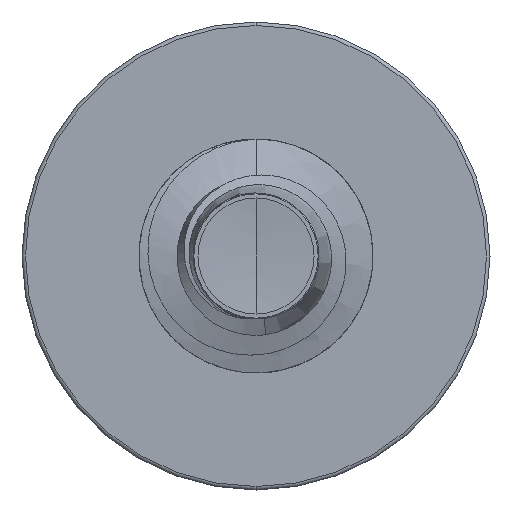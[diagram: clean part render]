
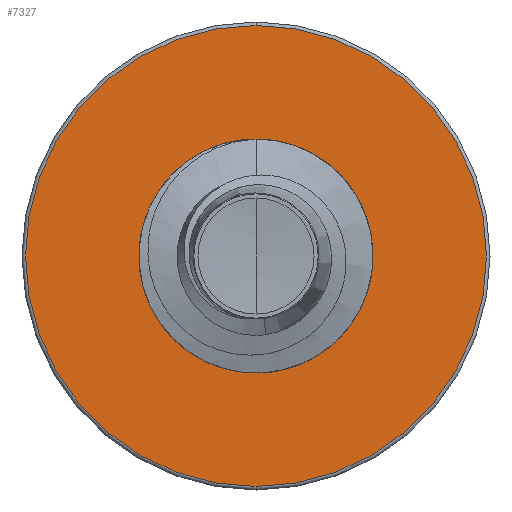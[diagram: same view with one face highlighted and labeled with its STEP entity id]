
A CAD part, front view. The second image highlights one B-rep face of the part: STEP entity #7327.
In plain terms, the highlighted planar face has unit normal (0, -1, 0).
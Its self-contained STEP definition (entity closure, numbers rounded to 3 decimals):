
#67 = CARTESIAN_POINT ( 'NONE',  ( 0., 12.5, 2.415 ) ) ;
#299 = FACE_OUTER_BOUND ( 'NONE', #3574, .T. ) ;
#316 = FACE_BOUND ( 'NONE', #13707, .T. ) ;
#700 = CARTESIAN_POINT ( 'NONE',  ( 0., 12.5, 0. ) ) ;
#753 = CIRCLE ( 'NONE', #14646, 4.925 ) ;
#1090 = DIRECTION ( 'NONE',  ( 0., 1., 0. ) ) ;
#1141 = DIRECTION ( 'NONE',  ( 0., 1., 0. ) ) ;
#1585 = CARTESIAN_POINT ( 'NONE',  ( 0., 12.5, 0. ) ) ;
#2016 = DIRECTION ( 'NONE',  ( 0., 0., 1. ) ) ;
#2738 = CIRCLE ( 'NONE', #13731, 2.415 ) ;
#2775 = VERTEX_POINT ( 'NONE', #10983 ) ;
#2923 = DIRECTION ( 'NONE',  ( 0., 0., 1. ) ) ;
#3410 = ORIENTED_EDGE ( 'NONE', *, *, #9757, .T. ) ;
#3574 = EDGE_LOOP ( 'NONE', ( #13561, #8432 ) ) ;
#4311 = CARTESIAN_POINT ( 'NONE',  ( 0., 12.5, -2.415 ) ) ;
#4733 = CARTESIAN_POINT ( 'NONE',  ( 0., 12.5, 4.925 ) ) ;
#5138 = PLANE ( 'NONE',  #12646 ) ;
#6383 = EDGE_CURVE ( 'NONE', #10526, #2775, #753, .T. ) ;
#6389 = CARTESIAN_POINT ( 'NONE',  ( 0., 12.5, -2.415 ) ) ;
#6449 = DIRECTION ( 'NONE',  ( 0., 0., 1. ) ) ;
#7327 = ADVANCED_FACE ( 'NONE', ( #299, #316 ), #5138, .F. ) ;
#7902 = AXIS2_PLACEMENT_3D ( 'NONE', #1585, #10647, #2923 ) ;
#8432 = ORIENTED_EDGE ( 'NONE', *, *, #11670, .F. ) ;
#8777 = CIRCLE ( 'NONE', #15919, 2.415 ) ;
#8838 = CARTESIAN_POINT ( 'NONE',  ( 0., 12.5, 0. ) ) ;
#8888 = CARTESIAN_POINT ( 'NONE',  ( 0., 12.5, 0. ) ) ;
#9757 = EDGE_CURVE ( 'NONE', #11177, #13140, #2738, .T. ) ;
#9771 = DIRECTION ( 'NONE',  ( 0., 1., 0. ) ) ;
#10151 = DIRECTION ( 'NONE',  ( 0., 0., 1. ) ) ;
#10203 = DIRECTION ( 'NONE',  ( 0., 0., 1. ) ) ;
#10526 = VERTEX_POINT ( 'NONE', #4733 ) ;
#10647 = DIRECTION ( 'NONE',  ( 0., 1., 0. ) ) ;
#10983 = CARTESIAN_POINT ( 'NONE',  ( 0., 12.5, -4.925 ) ) ;
#11177 = VERTEX_POINT ( 'NONE', #67 ) ;
#11348 = EDGE_CURVE ( 'NONE', #13140, #11177, #8777, .T. ) ;
#11670 = EDGE_CURVE ( 'NONE', #2775, #10526, #16063, .T. ) ;
#12004 = ORIENTED_EDGE ( 'NONE', *, *, #11348, .T. ) ;
#12646 = AXIS2_PLACEMENT_3D ( 'NONE', #6389, #14151, #6449 ) ;
#13140 = VERTEX_POINT ( 'NONE', #4311 ) ;
#13561 = ORIENTED_EDGE ( 'NONE', *, *, #6383, .F. ) ;
#13707 = EDGE_LOOP ( 'NONE', ( #3410, #12004 ) ) ;
#13731 = AXIS2_PLACEMENT_3D ( 'NONE', #8838, #1090, #10151 ) ;
#14151 = DIRECTION ( 'NONE',  ( 0., 1., 0. ) ) ;
#14646 = AXIS2_PLACEMENT_3D ( 'NONE', #700, #9771, #2016 ) ;
#15919 = AXIS2_PLACEMENT_3D ( 'NONE', #8888, #1141, #10203 ) ;
#16063 = CIRCLE ( 'NONE', #7902, 4.925 ) ;
